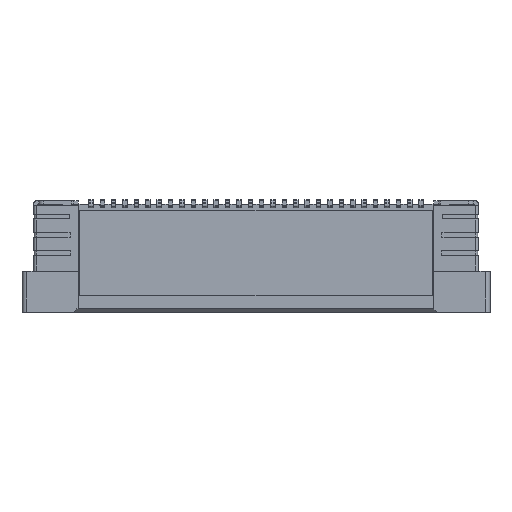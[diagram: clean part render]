
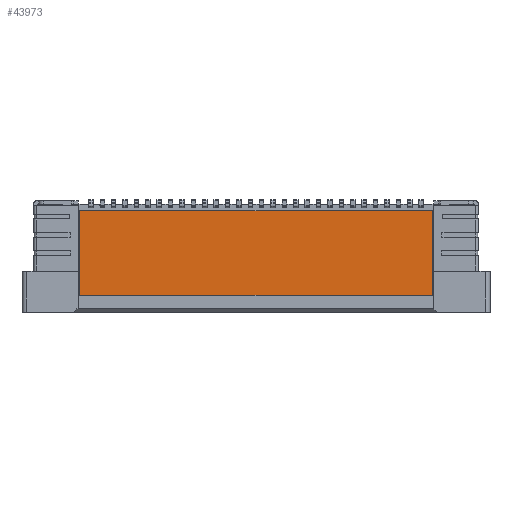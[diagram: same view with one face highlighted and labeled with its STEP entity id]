
A CAD part, top view. The second image highlights one B-rep face of the part: STEP entity #43973.
In plain terms, the highlighted planar face has unit normal (0, 0, 1).
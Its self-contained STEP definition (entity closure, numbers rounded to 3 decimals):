
#16341=DIRECTION('',(0.,-1.,0.));
#16342=VECTOR('',#16341,3.7);
#16343=CARTESIAN_POINT('',(7.75,1.7,1.));
#16344=LINE('',#16343,#16342);
#16369=DIRECTION('',(0.,-1.,0.));
#16370=VECTOR('',#16369,3.7);
#16371=CARTESIAN_POINT('',(-7.75,1.7,1.));
#16372=LINE('',#16371,#16370);
#16373=DIRECTION('',(-1.,0.,0.));
#16374=VECTOR('',#16373,15.5);
#16375=CARTESIAN_POINT('',(7.75,1.7,1.));
#16376=LINE('',#16375,#16374);
#16389=DIRECTION('',(-1.,0.,0.));
#16390=VECTOR('',#16389,15.5);
#16391=CARTESIAN_POINT('',(7.75,-2.,1.));
#16392=LINE('',#16391,#16390);
#19521=CARTESIAN_POINT('',(-7.75,1.7,1.));
#19522=CARTESIAN_POINT('',(-7.75,-2.,1.));
#19523=VERTEX_POINT('',#19521);
#19524=VERTEX_POINT('',#19522);
#19527=CARTESIAN_POINT('',(7.75,1.7,1.));
#19528=VERTEX_POINT('',#19527);
#19529=CARTESIAN_POINT('',(7.75,-2.,1.));
#19530=VERTEX_POINT('',#19529);
#43960=CARTESIAN_POINT('',(0.,-0.15,1.));
#43961=DIRECTION('',(0.,0.,1.));
#43962=DIRECTION('',(1.,0.,0.));
#43963=AXIS2_PLACEMENT_3D('',#43960,#43961,#43962);
#43964=PLANE('',#43963);
#43965=ORIENTED_EDGE('',*,*,#43947,.F.);
#43967=ORIENTED_EDGE('',*,*,#43966,.F.);
#43968=ORIENTED_EDGE('',*,*,#43921,.T.);
#43970=ORIENTED_EDGE('',*,*,#43969,.T.);
#43971=EDGE_LOOP('',(#43965,#43967,#43968,#43970));
#43972=FACE_OUTER_BOUND('',#43971,.F.);
#43921=EDGE_CURVE('',#19528,#19530,#16344,.T.);
#43947=EDGE_CURVE('',#19523,#19524,#16372,.T.);
#43966=EDGE_CURVE('',#19528,#19523,#16376,.T.);
#43969=EDGE_CURVE('',#19530,#19524,#16392,.T.);
#43973=ADVANCED_FACE('',(#43972),#43964,.T.);
